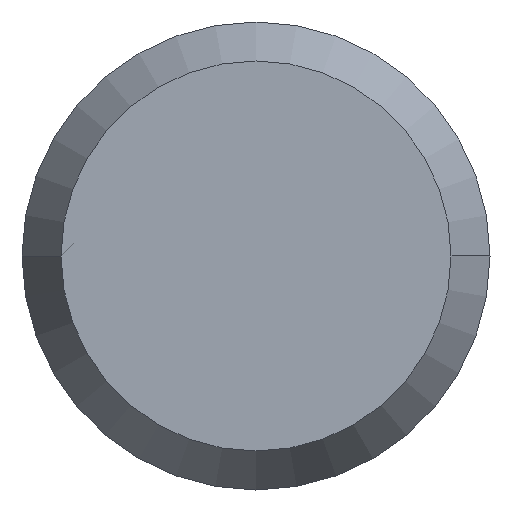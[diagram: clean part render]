
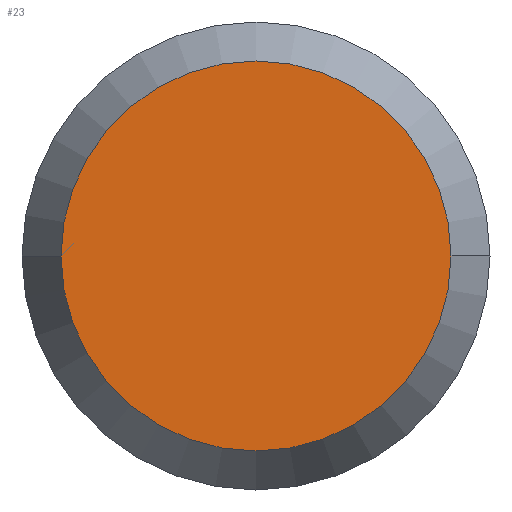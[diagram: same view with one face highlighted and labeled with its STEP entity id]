
A CAD part, front view. The second image highlights one B-rep face of the part: STEP entity #23.
In plain terms, the highlighted planar face has unit normal (0, -1, 0).
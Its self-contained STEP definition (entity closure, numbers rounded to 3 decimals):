
#4 = ORIENTED_EDGE ( 'NONE', *, *, #402, .T. ) ;
#23 = ADVANCED_FACE ( 'NONE', ( #289 ), #567, .F. ) ;
#65 = CARTESIAN_POINT ( 'NONE',  ( -5., 0., 0. ) ) ;
#68 = EDGE_CURVE ( 'NONE', #413, #503, #151, .T. ) ;
#151 = CIRCLE ( 'NONE', #396, 5. ) ;
#167 = DIRECTION ( 'NONE',  ( -1., 0., 0. ) ) ;
#207 = AXIS2_PLACEMENT_3D ( 'NONE', #544, #319, #323 ) ;
#239 = AXIS2_PLACEMENT_3D ( 'NONE', #331, #250, #295 ) ;
#250 = DIRECTION ( 'NONE',  ( 0., 1., 0. ) ) ;
#260 = ORIENTED_EDGE ( 'NONE', *, *, #68, .T. ) ;
#289 = FACE_OUTER_BOUND ( 'NONE', #368, .T. ) ;
#295 = DIRECTION ( 'NONE',  ( -1., 0., 0. ) ) ;
#319 = DIRECTION ( 'NONE',  ( 0., -1., 0. ) ) ;
#322 = CIRCLE ( 'NONE', #207, 5. ) ;
#323 = DIRECTION ( 'NONE',  ( -1., 0., 0. ) ) ;
#331 = CARTESIAN_POINT ( 'NONE',  ( 0., 0., 0. ) ) ;
#368 = EDGE_LOOP ( 'NONE', ( #260, #4 ) ) ;
#396 = AXIS2_PLACEMENT_3D ( 'NONE', #425, #561, #167 ) ;
#402 = EDGE_CURVE ( 'NONE', #503, #413, #322, .T. ) ;
#413 = VERTEX_POINT ( 'NONE', #65 ) ;
#425 = CARTESIAN_POINT ( 'NONE',  ( 0., 0., 0. ) ) ;
#473 = CARTESIAN_POINT ( 'NONE',  ( 5., 0., 0. ) ) ;
#503 = VERTEX_POINT ( 'NONE', #473 ) ;
#544 = CARTESIAN_POINT ( 'NONE',  ( 0., 0., 0. ) ) ;
#561 = DIRECTION ( 'NONE',  ( 0., -1., 0. ) ) ;
#567 = PLANE ( 'NONE',  #239 ) ;
